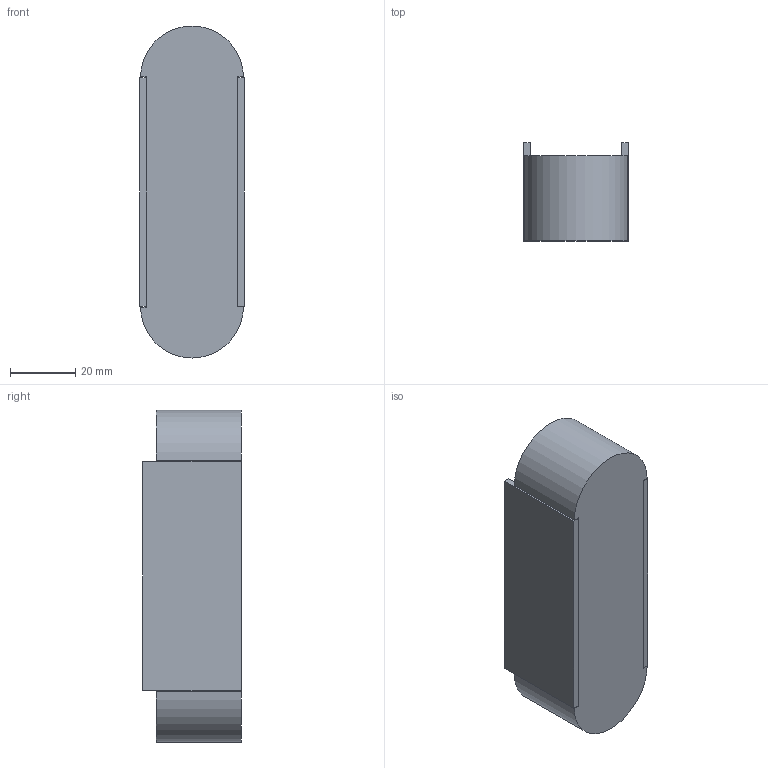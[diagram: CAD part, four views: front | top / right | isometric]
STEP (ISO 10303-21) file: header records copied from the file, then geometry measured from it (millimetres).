
FILE_DESCRIPTION(/* description */ (''),/* implementation_level */ '2;1');
FILE_NAME(/* name */ 'fiber stretcher v3.step',/* time_stamp */ '2022-09-16T11:03:23+08:00',/* author */ (''),/* organization */ (''),/* preprocessor_version */ 'ST-DEVELOPER v19',/* originating_system */ 'Autodesk Translation Framework v11.7.0.108',/* authorisation */ '');
FILE_SCHEMA (('AUTOMOTIVE_DESIGN { 1 0 10303 214 3 1 1 }'));
Length unit declared in the file: millimetre
Products named in the file (4): fiber stretcher; piezo; piezo (1); Base
Assembly tree (3 placements, depth 2):
  fiber stretcher
    piezo
    piezo (1)
    Base
Bounding box: 32 x 30 x 101.5 mm (x, y, z)
Volume: 79588 mm3; surface area: 21070.8 mm2
Topology: 3 solids, 3 shells, 23 faces, 51 edges, 34 vertices
Faces by surface type: plane 21, cylinder 2
Entity records: 753 total; most frequent: DIRECTION 115, CARTESIAN_POINT 115, ORIENTED_EDGE 102, EDGE_CURVE 51, LINE 47, VECTOR 47, VERTEX_POINT 34, AXIS2_PLACEMENT_3D 34
